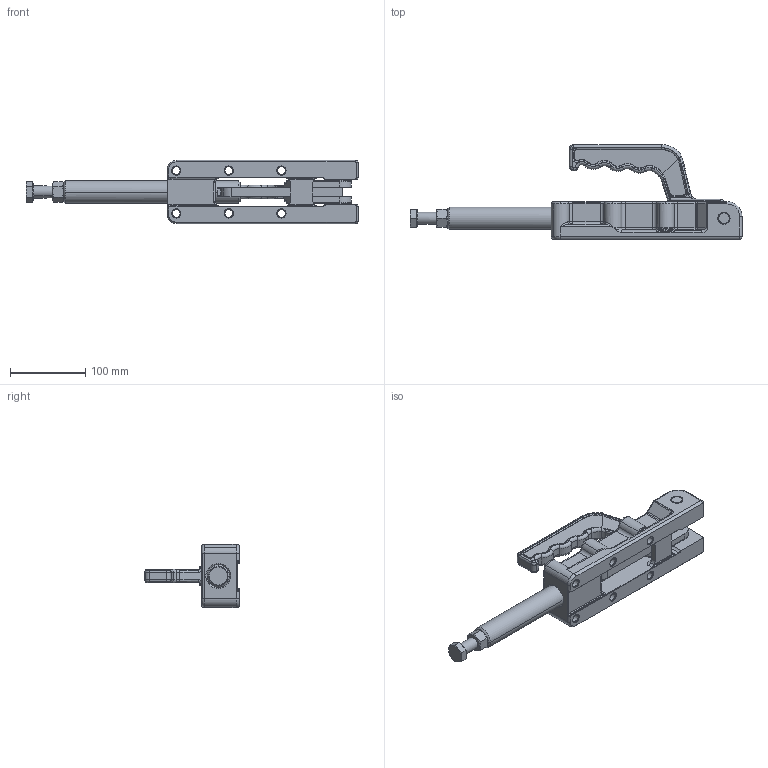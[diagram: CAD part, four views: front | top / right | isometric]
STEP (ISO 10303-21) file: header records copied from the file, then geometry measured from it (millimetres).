
FILE_DESCRIPTION(('CATIA V5 STEP Exchange'),'2;1');
FILE_NAME('SCHUBSTANGENSPANNER_TS_P_5000_357891.stp','2018-08-16T12:04:32+00:00',('none'),('none'),'CATIA Version 5 Release 19 SP 9 (IN-10)','CATIA V5 STEP AP214','none');
FILE_SCHEMA(('AUTOMOTIVE_DESIGN { 1 0 10303 214 1 1 1 1 }'));
Length unit declared in the file: millimetre
Products named in the file (1): SCHUBSTANGENSPANNER_TS_P_5000_357891
Bounding box: 442 x 126 x 84.49 mm (x, y, z)
Volume: 880862.8 mm3; surface area: 163399.5 mm2
Topology: 1 solids, 4 shells, 686 faces, 2154 edges, 1465 vertices
Faces by surface type: cylinder 248, torus 148, bspline 133, plane 97, cone 56, sphere 4
Entity records: 30200 total; most frequent: CARTESIAN_POINT 13844, ORIENTED_EDGE 4280, EDGE_CURVE 2140, DIRECTION 2104, VERTEX_POINT 1465, AXIS2_PLACEMENT_3D 1053, B_SPLINE_CURVE_WITH_KNOTS 959, EDGE_LOOP 715
